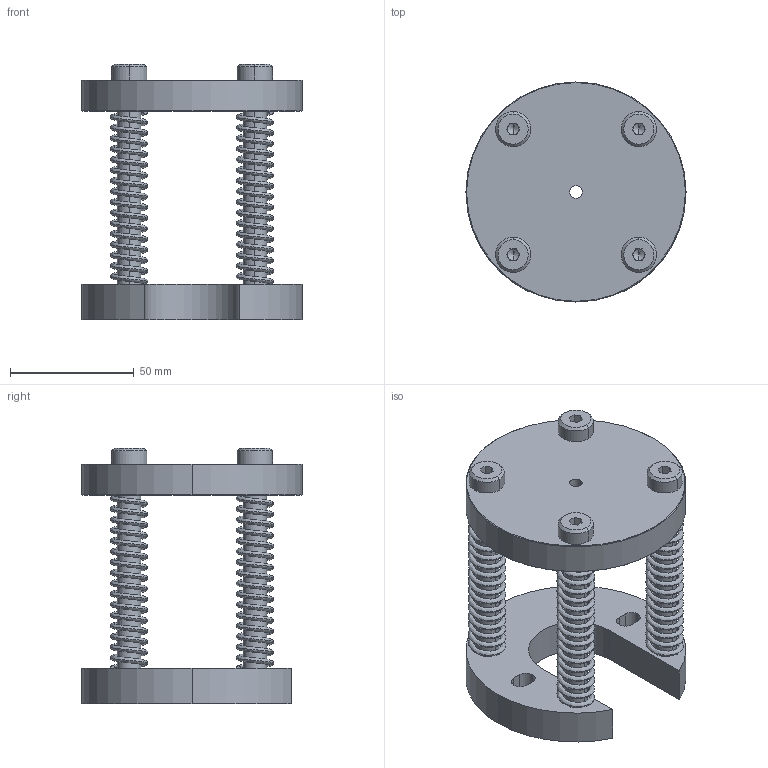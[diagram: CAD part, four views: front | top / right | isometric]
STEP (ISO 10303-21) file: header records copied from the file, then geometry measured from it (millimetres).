
FILE_DESCRIPTION (( 'STEP AP214' ), '1' );
FILE_NAME ('CTSC-034014 (CI35-36, CO33 SPRING MOUNT).STEP', '2025-07-01T19:31:53', ( '' ), ( '' ), 'SwSTEP 2.0', 'SolidWorks 2023', '' );
FILE_SCHEMA (( 'AUTOMOTIVE_DESIGN' ));
Length unit declared in the file: inch
Products named in the file (5): MACH-005523 (PLATE - CI35-36,CO33); MACH-004239 (HOLDER - CI35-36,CO33); LEE SPRING  LC-080H-12; CTSC-034014 (CI35-36, CO33 SPRING MOUNT); .38 X 3.25LG SHSS_SHSSCREW 0.375x3.25-N
Assembly tree (10 placements, depth 2):
  CTSC-034014 (CI35-36, CO33 SPRING MOUNT)
    MACH-005523 (PLATE - CI35-36,CO33)
    MACH-004239 (HOLDER - CI35-36,CO33)
    .38 X 3.25LG SHSS_SHSSCREW 0.375x3.25-N  x4
    LEE SPRING  LC-080H-12  x4
Bounding box: 88.9 x 88.9 x 103.19 mm (x, y, z)
Volume: 165102.4 mm3; surface area: 62826.3 mm2
Topology: 10 solids, 10 shells, 228 faces, 492 edges, 288 vertices
Faces by surface type: plane 90, cylinder 70, cone 44, torus 16, bspline 8
Entity records: 11720 total; most frequent: CARTESIAN_POINT 9140, DIRECTION 512, ORIENTED_EDGE 416, EDGE_CURVE 208, AXIS2_PLACEMENT_3D 207, VERTEX_POINT 129, EDGE_LOOP 115, CIRCLE 106
